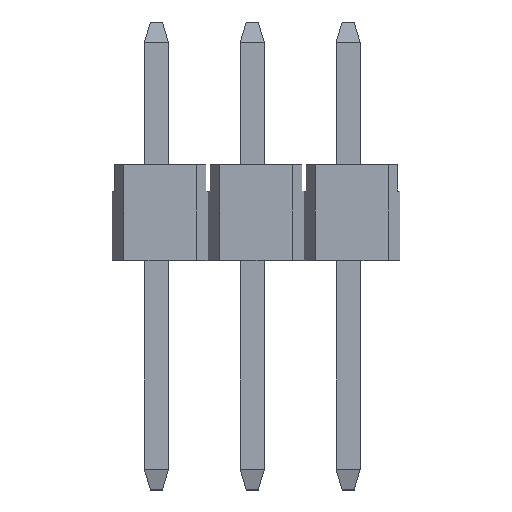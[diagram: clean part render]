
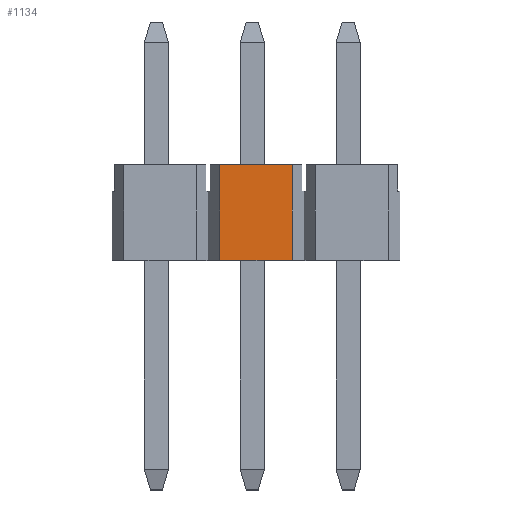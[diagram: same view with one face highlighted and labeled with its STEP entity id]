
A CAD part, top view. The second image highlights one B-rep face of the part: STEP entity #1134.
In plain terms, the highlighted planar face has unit normal (0, 0, 1).
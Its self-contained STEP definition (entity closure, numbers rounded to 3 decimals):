
#502=EDGE_CURVE('',#854,#1242,#1425,.T.);
#578=VERTEX_POINT('',#1512);
#652=EDGE_CURVE('',#1280,#578,#1597,.T.);
#738=EDGE_CURVE('',#578,#1242,#1693,.T.);
#830=EDGE_CURVE('',#1280,#854,#1797,.T.);
#854=VERTEX_POINT('',#1822);
#1134=ADVANCED_FACE('',(#2122),#2123,.T.);
#1242=VERTEX_POINT('',#2240);
#1280=VERTEX_POINT('',#2282);
#1425=LINE('',#2445,#2446);
#1512=CARTESIAN_POINT('',(1.065,0.,1.253));
#1597=LINE('',#2685,#2686);
#1693=LINE('',#2823,#2824);
#1797=LINE('',#2969,#2970);
#1822=CARTESIAN_POINT('',(-0.865,-2.54,1.253));
#2122=FACE_OUTER_BOUND('',#3457,.T.);
#2123=PLANE('',#3458);
#2240=CARTESIAN_POINT('',(1.065,-2.54,1.253));
#2282=CARTESIAN_POINT('',(-0.865,0.,1.253));
#2445=CARTESIAN_POINT('',(-0.865,-2.54,1.253));
#2446=VECTOR('',#3870,1.0);
#2685=CARTESIAN_POINT('',(-0.865,0.,1.253));
#2686=VECTOR('',#4098,1.0);
#2823=CARTESIAN_POINT('',(1.065,0.,1.253));
#2824=VECTOR('',#4205,1.0);
#2969=CARTESIAN_POINT('',(-0.865,0.,1.253));
#2970=VECTOR('',#4326,1.0);
#3457=EDGE_LOOP('',(#4577,#4578,#4579,#4580));
#3458=AXIS2_PLACEMENT_3D('',#4581,#4582,#4583);
#3870=DIRECTION('',(1.0,0.0,0.0));
#4098=DIRECTION('',(1.0,0.0,0.0));
#4205=DIRECTION('',(0.0,-1.0,0.));
#4326=DIRECTION('',(0.0,-1.0,0.));
#4577=ORIENTED_EDGE('',*,*,#502,.T.);
#4578=ORIENTED_EDGE('',*,*,#738,.F.);
#4579=ORIENTED_EDGE('',*,*,#652,.F.);
#4580=ORIENTED_EDGE('',*,*,#830,.T.);
#4581=CARTESIAN_POINT('',(-0.865,0.,1.253));
#4582=DIRECTION('',(0.0,0.,1.0));
#4583=DIRECTION('',(-1.0,0.0,0.0));
